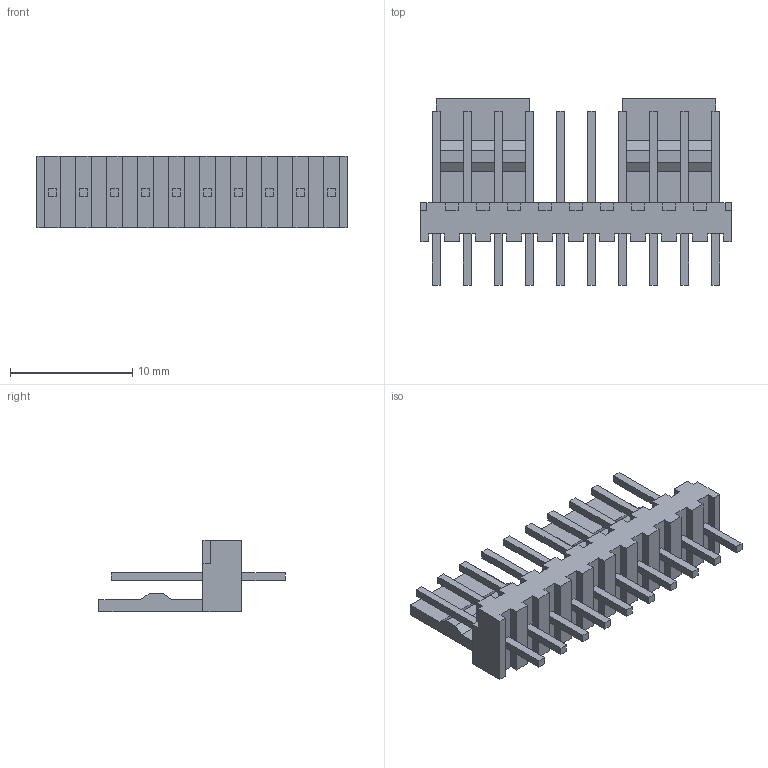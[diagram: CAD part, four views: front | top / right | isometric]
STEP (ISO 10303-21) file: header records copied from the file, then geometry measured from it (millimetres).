
FILE_DESCRIPTION (( 'STEP AP214' ), '1' );
FILE_NAME ('A48B20FA-30CF-4F92-BF92-5B34F1130950.STEP', '2023-08-24T06:56:59', ( '' ), ( '' ), 'SwSTEP 2.0', 'SolidWorks 2022', '' );
FILE_SCHEMA (( 'AUTOMOTIVE_DESIGN' ));
Length unit declared in the file: inch
Products named in the file (1): A48B20FA-30CF-4F92-BF92-5B34F1130950
Bounding box: 25.4 x 15.24 x 5.84 mm (x, y, z)
Volume: 601.7 mm3; surface area: 1173.8 mm2
Topology: 1 solids, 1 shells, 204 faces, 546 edges, 364 vertices
Faces by surface type: plane 204
Entity records: 7570 total; most frequent: CARTESIAN_POINT 1115, ORIENTED_EDGE 1092, DIRECTION 956, VECTOR 546, LINE 546, EDGE_CURVE 546, VERTEX_POINT 364, EDGE_LOOP 224
